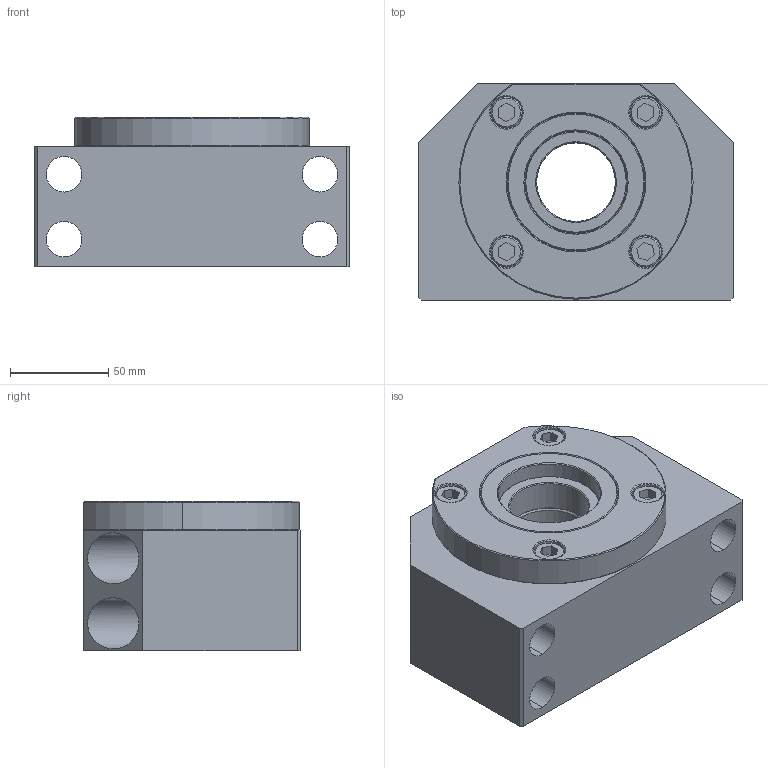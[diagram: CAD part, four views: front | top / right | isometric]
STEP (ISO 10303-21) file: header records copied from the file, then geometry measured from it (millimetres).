
FILE_DESCRIPTION (( 'STEP AP203' ), '1' );
FILE_NAME ('BK 40.STEP', '2014-10-24T07:07:06', ( 'star' ), ( '' ), 'SwSTEP 2.0', 'SolidWorks 2013', '' );
FILE_SCHEMA (( 'CONFIG_CONTROL_DESIGN' ));
Length unit declared in the file: millimetre
Products named in the file (7): BK 40 BLOCK; BK 40 COVER; BK 40 OILSEAL; BK 40 COLLAR; BK 40; #7208B(40X80X18); M10X15
Assembly tree (12 placements, depth 2):
  BK 40
    #7208B(40X80X18)  x2
    BK 40 BLOCK
    BK 40 COLLAR  x2
    BK 40 OILSEAL  x2
    M10X15  x4
    BK 40 COVER
Bounding box: 160 x 110 x 76 mm (x, y, z)
Volume: 854291.1 mm3; surface area: 202125.8 mm2
Topology: 12 solids, 12 shells, 333 faces, 1055 edges, 660 vertices
Faces by surface type: cylinder 107, plane 81, cone 73, sphere 40, bspline 32
Entity records: 9216 total; most frequent: CARTESIAN_POINT 3224, ORIENTED_EDGE 1098, DIRECTION 1073, EDGE_CURVE 549, AXIS2_PLACEMENT_3D 454, VERTEX_POINT 356, CIRCLE 256, EDGE_LOOP 243
